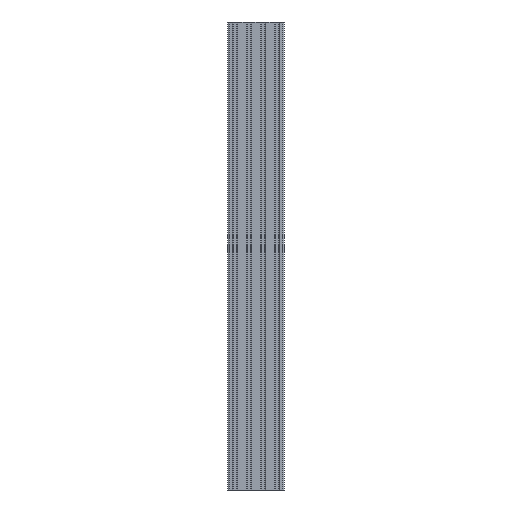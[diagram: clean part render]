
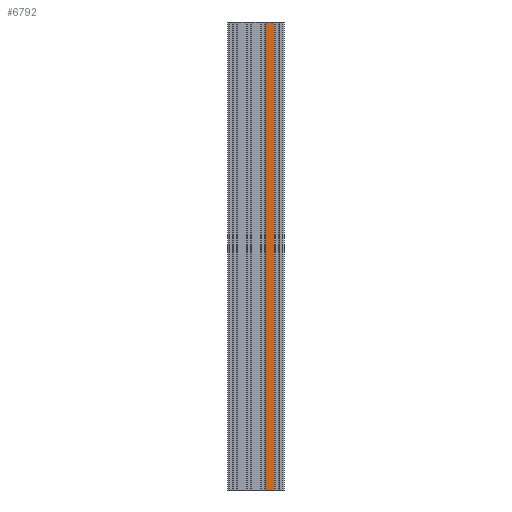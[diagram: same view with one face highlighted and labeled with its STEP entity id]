
A CAD part, left-side view. The second image highlights one B-rep face of the part: STEP entity #6792.
In plain terms, the highlighted planar face has unit normal (-1, 0, 0).
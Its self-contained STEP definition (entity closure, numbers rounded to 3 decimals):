
#258 = EDGE_CURVE ( 'NONE', #3020, #1039, #11926, .T. ) ;
#451 = DIRECTION ( 'NONE',  ( 0., 0., -1. ) ) ;
#634 = FACE_OUTER_BOUND ( 'NONE', #2984, .T. ) ;
#757 = DIRECTION ( 'NONE',  ( 0., 1., 0. ) ) ;
#776 = ORIENTED_EDGE ( 'NONE', *, *, #5064, .F. ) ;
#879 = DIRECTION ( 'NONE',  ( 0., 1., 0. ) ) ;
#981 = VECTOR ( 'NONE', #451, 1000. ) ;
#1002 = LINE ( 'NONE', #4819, #2877 ) ;
#1039 = VERTEX_POINT ( 'NONE', #11651 ) ;
#1370 = DIRECTION ( 'NONE',  ( 0., 0., -1. ) ) ;
#1604 = CARTESIAN_POINT ( 'NONE',  ( -15., -84.5, 1000. ) ) ;
#1691 = CARTESIAN_POINT ( 'NONE',  ( -15., 0., 1000. ) ) ;
#1954 = VECTOR ( 'NONE', #879, 1000. ) ;
#2389 = CARTESIAN_POINT ( 'NONE',  ( -15., -65.5, 1000. ) ) ;
#2518 = VERTEX_POINT ( 'NONE', #1604 ) ;
#2877 = VECTOR ( 'NONE', #1370, 1000. ) ;
#2984 = EDGE_LOOP ( 'NONE', ( #776, #3579, #5820, #10323 ) ) ;
#3020 = VERTEX_POINT ( 'NONE', #10209 ) ;
#3579 = ORIENTED_EDGE ( 'NONE', *, *, #8183, .F. ) ;
#3695 = CARTESIAN_POINT ( 'NONE',  ( -15., 0., 1000. ) ) ;
#4349 = VECTOR ( 'NONE', #757, 1000. ) ;
#4562 = LINE ( 'NONE', #5441, #1954 ) ;
#4563 = PLANE ( 'NONE',  #4761 ) ;
#4761 = AXIS2_PLACEMENT_3D ( 'NONE', #3695, #7499, #11235 ) ;
#4819 = CARTESIAN_POINT ( 'NONE',  ( -15., -84.5, 1000. ) ) ;
#5064 = EDGE_CURVE ( 'NONE', #8190, #1039, #4562, .T. ) ;
#5441 = CARTESIAN_POINT ( 'NONE',  ( -15., 0., 0. ) ) ;
#5820 = ORIENTED_EDGE ( 'NONE', *, *, #6798, .T. ) ;
#6315 = LINE ( 'NONE', #1691, #4349 ) ;
#6792 = ADVANCED_FACE ( 'NONE', ( #634 ), #4563, .T. ) ;
#6798 = EDGE_CURVE ( 'NONE', #2518, #3020, #6315, .T. ) ;
#7499 = DIRECTION ( 'NONE',  ( -1., 0., 0. ) ) ;
#8183 = EDGE_CURVE ( 'NONE', #2518, #8190, #1002, .T. ) ;
#8190 = VERTEX_POINT ( 'NONE', #9811 ) ;
#9811 = CARTESIAN_POINT ( 'NONE',  ( -15., -84.5, 0. ) ) ;
#10209 = CARTESIAN_POINT ( 'NONE',  ( -15., -65.5, 1000. ) ) ;
#10323 = ORIENTED_EDGE ( 'NONE', *, *, #258, .T. ) ;
#11235 = DIRECTION ( 'NONE',  ( 0., -1., 0. ) ) ;
#11651 = CARTESIAN_POINT ( 'NONE',  ( -15., -65.5, 0. ) ) ;
#11926 = LINE ( 'NONE', #2389, #981 ) ;
